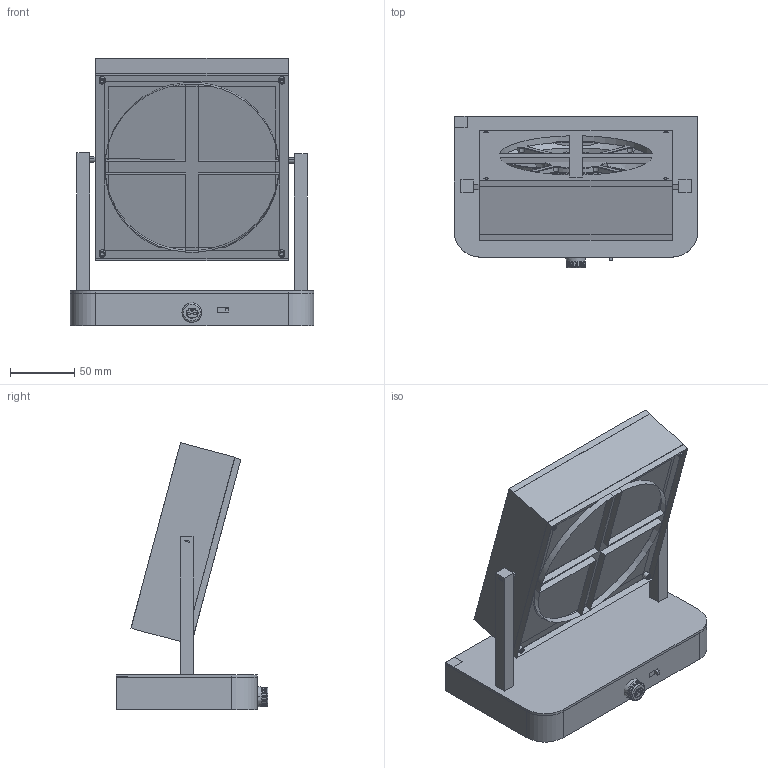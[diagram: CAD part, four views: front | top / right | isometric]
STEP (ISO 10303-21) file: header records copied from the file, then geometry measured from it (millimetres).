
FILE_DESCRIPTION(/* description */ (''),/* implementation_level */ '2;1');
FILE_NAME(/* name */ 'FULL THING WITH ELECTRONICS.step',/* time_stamp */ '2026-02-15T15:41:37Z',/* author */ (''),/* organization */ (''),/* preprocessor_version */ 'ST-DEVELOPER v20.1',/* originating_system */ 'Autodesk Translation Framework v14.24.0.0',/* authorisation */ '');
FILE_SCHEMA (('AUTOMOTIVE_DESIGN { 1 0 10303 214 3 1 1 }'));
Length unit declared in the file: millimetre
Products named in the file (5): main; 120MM_FAN_ASM; 120MM_FAN_CASE; 120MM_FAN; KY-040 Knob v2
Assembly tree (4 placements, depth 3):
  main
    120MM_FAN_ASM
      120MM_FAN_CASE
      120MM_FAN
    KY-040 Knob v2
Bounding box: 190.02 x 118.37 x 208.41 mm (x, y, z)
Volume: 872966.7 mm3; surface area: 332161 mm2
Topology: 13 solids, 13 shells, 574 faces, 1466 edges, 941 vertices
Faces by surface type: plane 261, cylinder 176, bspline 93, torus 42, cone 2
Full cylindrical faces by diameter (mm): 2 x2, 3 x2, 3.2 x4, 4 x8, 4.8 x16, 6.75 x4, 10.35 x4, 12.5 x1, 15 x1, 20 x1, 42 x1, 114 x1
Entity records: 22087 total; most frequent: CARTESIAN_POINT 8324, ORIENTED_EDGE 2932, DIRECTION 2665, EDGE_CURVE 1466, AXIS2_PLACEMENT_3D 973, VERTEX_POINT 941, LINE 719, VECTOR 719
